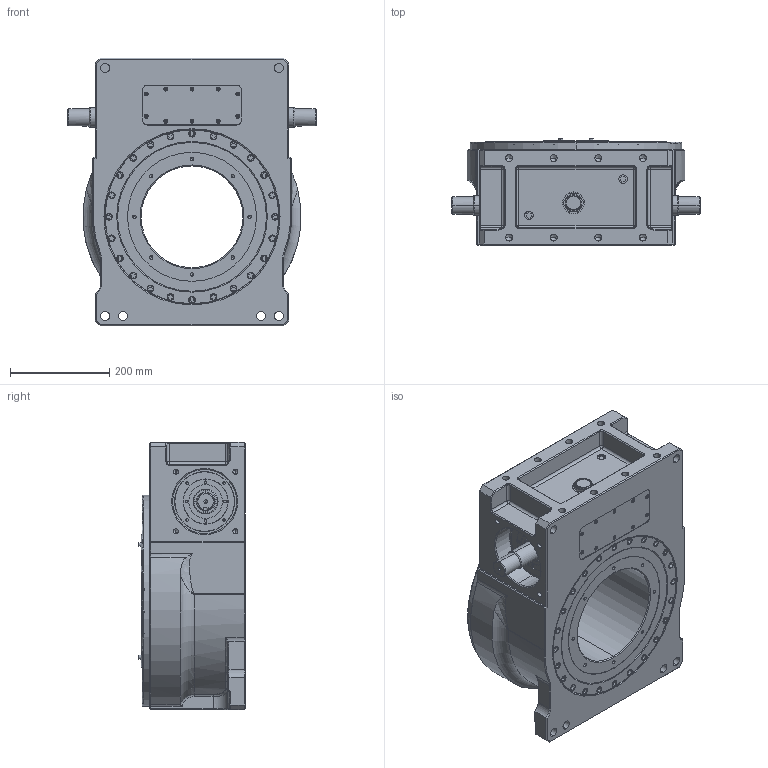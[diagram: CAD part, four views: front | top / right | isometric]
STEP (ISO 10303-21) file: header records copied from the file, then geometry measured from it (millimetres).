
FILE_DESCRIPTION (( 'STEP AP203' ), '1' );
FILE_NAME ('FR20標準外型.STEP', '2025-06-25T05:07:18', ( '' ), ( '' ), 'SwSTEP 2.0', 'SolidWorks 2018', '' );
FILE_SCHEMA (( 'CONFIG_CONTROL_DESIGN' ));
Products named in the file (1): FR20標準外型
Bounding box: 500 x 215 x 540 mm (x, y, z)
Volume: 30875985.1 mm3; surface area: 1067932 mm2
Topology: 1 solids, 1 shells, 1957 faces, 4499 edges, 2815 vertices
Faces by surface type: plane 1003, cylinder 586, cone 281, bspline 44, torus 35, sphere 8
Entity records: 58253 total; most frequent: CARTESIAN_POINT 13396, DIRECTION 9546, ORIENTED_EDGE 8826, EDGE_CURVE 4413, AXIS2_PLACEMENT_3D 3343, LINE 2860, VECTOR 2860, VERTEX_POINT 2815
